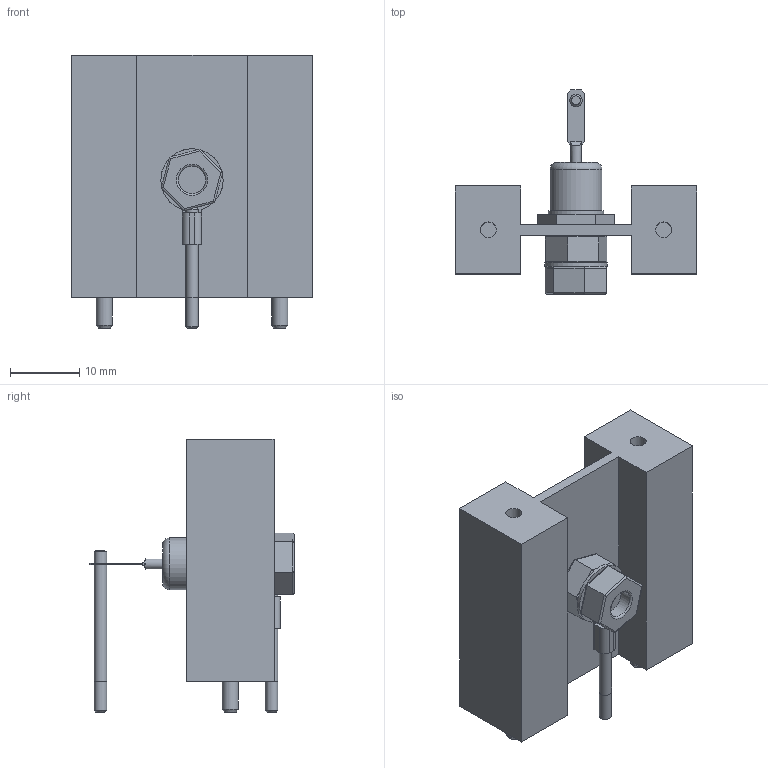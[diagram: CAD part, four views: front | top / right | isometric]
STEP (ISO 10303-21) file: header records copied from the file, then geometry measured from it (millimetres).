
FILE_DESCRIPTION(('FreeCAD Model'),'2;1');
FILE_NAME('Open CASCADE Shape Model','2024-07-03T13:42:44',('Author'),( ''),'Open CASCADE STEP processor 7.6','FreeCAD','Unknown');
FILE_SCHEMA(('AUTOMOTIVE_DESIGN { 1 0 10303 214 1 1 1 1 }'));
Length unit declared in the file: millimetre
Products named in the file (10): KY712_chladic_to220_35x25x13mm__; Chladič; Dioda; Matice M5; Čep chladiče (Mirror #1); Čep chladiče; Katodový vodič; Anodový vodič; Kabelové oko; Matice M006
Assembly tree (9 placements, depth 2):
  KY712_chladic_to220_35x25x13mm__
    Chladič
    Dioda
    Matice M5
    Čep chladiče (Mirror #1)
    Čep chladiče
    Katodový vodič
    Anodový vodič
    Kabelové oko
    Matice M006
Bounding box: 34.9 x 29.52 x 39.5 mm (x, y, z)
Volume: 10130.9 mm3; surface area: 6703.4 mm2
Topology: 9 solids, 9 shells, 130 faces, 284 edges, 176 vertices
Faces by surface type: plane 72, cylinder 46, cone 7, torus 5
Full cylindrical faces by diameter (mm): 1.5 x1, 1.8 x4, 2.3 x4, 4 x2, 5 x2, 7.5 x1, 8 x1
Entity records: 3889 total; most frequent: CARTESIAN_POINT 719, DIRECTION 641, ORIENTED_EDGE 568, EDGE_CURVE 284, AXIS2_PLACEMENT_3D 223, LINE 195, VECTOR 195, VERTEX_POINT 176
